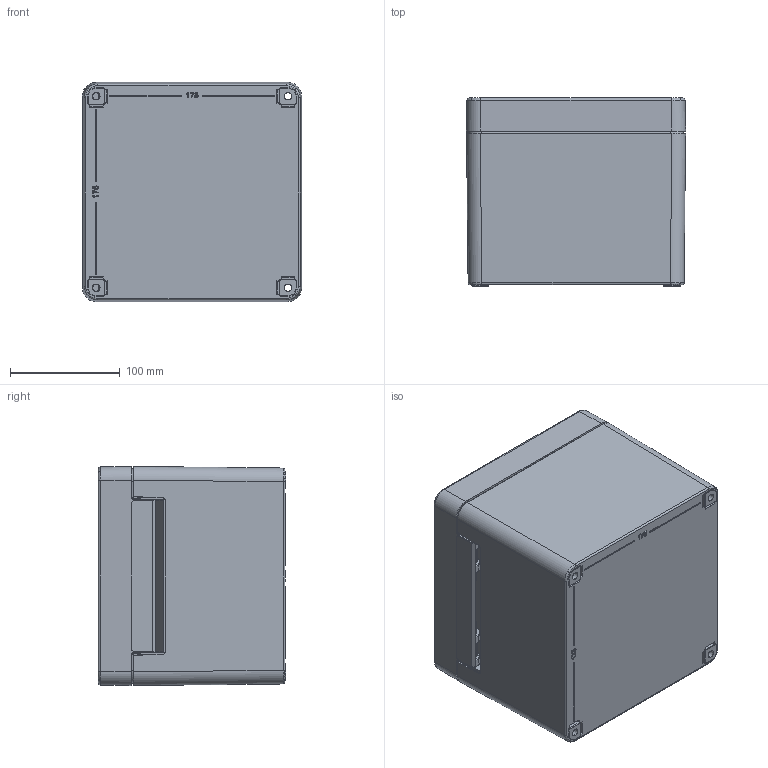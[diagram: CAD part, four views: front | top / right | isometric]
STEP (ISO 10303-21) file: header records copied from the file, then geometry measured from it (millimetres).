
FILE_DESCRIPTION (( 'STEP AP214' ), '1' );
FILE_NAME ('21202000.STEP', '2008-11-11T10:56:50', ( ' ' ), ( '' ), 'SwSTEP 2.0', 'SolidWorks 2008', '' );
FILE_SCHEMA (( 'AUTOMOTIVE_DESIGN' ));
Length unit declared in the file: millimetre
Products named in the file (10): 25200_Standard; 86233_Standard; 86234_Standard; 26200_Standard; 95031_Standard; 83010_Standard; 94071_Vorspannung 18 mm; 82009_Standard; 21202000
Assembly tree (16 placements, depth 3):
  21202000
    83010_Standard  x2
    95031_Standard  x2
    26200_Standard
    94071_Vorspannung 18 mm  x2
    82009_Standard
    25200_Standard
      86233_Standard  x4
      86234_Standard  x2
      25200_Standard
Bounding box: 200.04 x 171.33 x 200 mm (x, y, z)
Volume: 332069.9 mm3; surface area: 472652.2 mm2
Topology: 14 solids, 15 shells, 2843 faces, 6750 edges, 3587 vertices
Faces by surface type: bspline 999, cylinder 966, plane 514, sphere 188, cone 104, torus 72
Entity records: 114975 total; most frequent: CARTESIAN_POINT 65486, ORIENTED_EDGE 11582, DIRECTION 8587, EDGE_CURVE 5791, AXIS2_PLACEMENT_3D 3301, VERTEX_POINT 3252, EDGE_LOOP 2677, ADVANCED_FACE 2605
